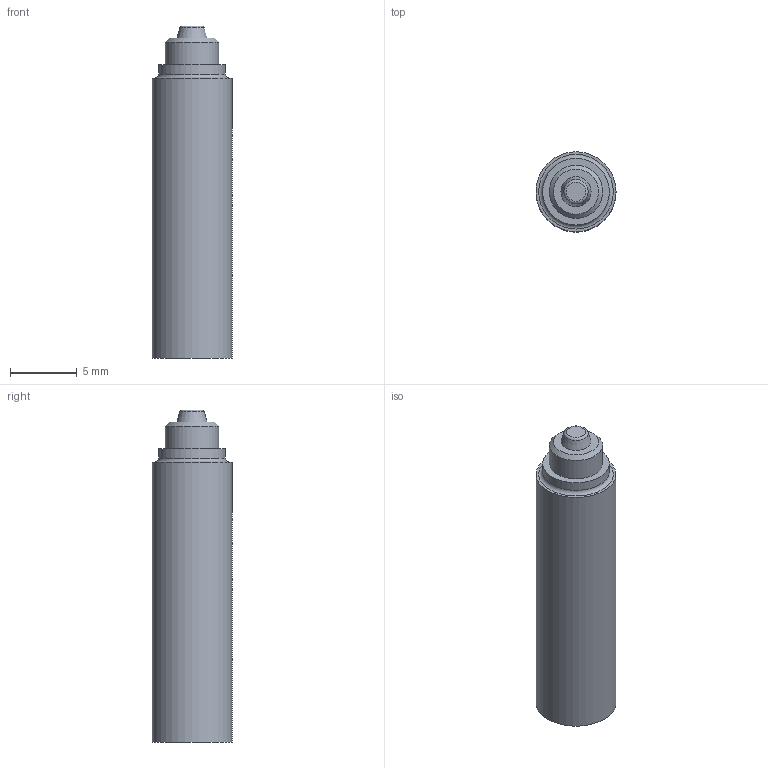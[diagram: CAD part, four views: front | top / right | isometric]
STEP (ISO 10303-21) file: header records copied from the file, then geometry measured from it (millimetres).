
FILE_DESCRIPTION(/* description */ ('STEP AP214'),/* implementation_level */ '2;1');
FILE_NAME(/* name */ '8131070_DYEF-G8-M4-Y1-F1A',/* time_stamp */ '2024-08-23T15:19:32+02:00',/* author */ ('License CC BY-ND 4.0'),/* organization */ ('CADENAS'),/* preprocessor_version */ 'ST-DEVELOPER v19.3',/* originating_system */ 'PARTsolutions',/* authorisation */ ' ');
FILE_SCHEMA (('AUTOMOTIVE_DESIGN {1 0 10303 214 3 1 1}'));
Length unit declared in the file: millimetre
Products named in the file (3): 8131070 DYEF-G8-M4-Y1-F1A---(0); 8074423 DYEF-G8-M4x0.5; 8131065 DGST-6-P-F1A
Assembly tree (2 placements, depth 2):
  8131070 DYEF-G8-M4-Y1-F1A---(0)
    8074423 DYEF-G8-M4x0.5
    8131065 DGST-6-P-F1A
Bounding box: 6 x 6 x 24.9 mm (x, y, z)
Volume: 644.4 mm3; surface area: 1025.3 mm2
Topology: 2 solids, 2 shells, 45 faces, 88 edges, 50 vertices
Faces by surface type: plane 25, cone 12, cylinder 6, torus 2
Full cylindrical faces by diameter (mm): 1.5 x1, 3.459 x1, 4 x1, 4.1 x1, 5 x1, 6 x1
Entity records: 1279 total; most frequent: CARTESIAN_POINT 193, DIRECTION 192, ORIENTED_EDGE 144, AXIS2_PLACEMENT_3D 78, EDGE_CURVE 72, FACE_BOUND 65, EDGE_LOOP 64, VERTEX_POINT 49
